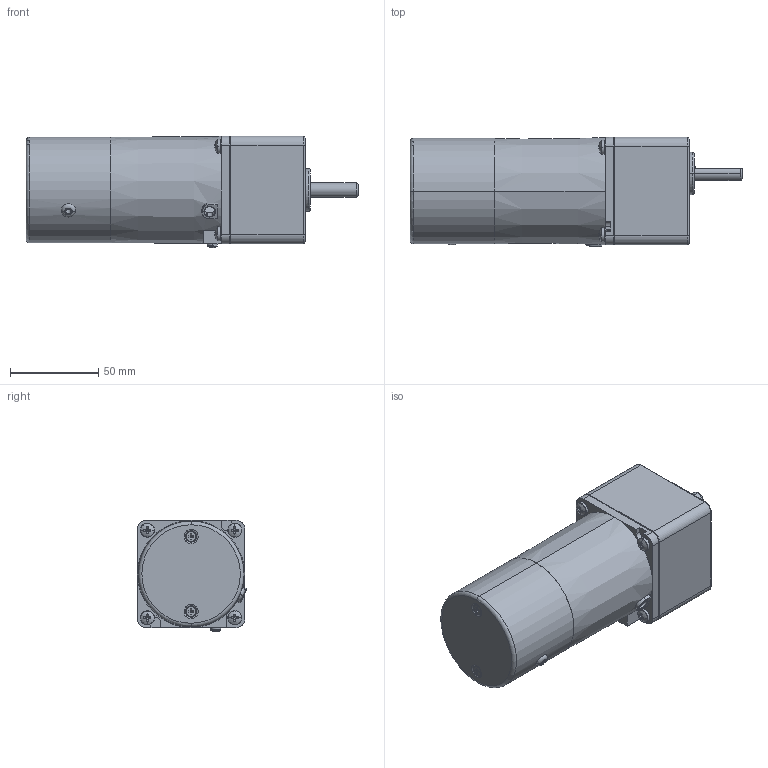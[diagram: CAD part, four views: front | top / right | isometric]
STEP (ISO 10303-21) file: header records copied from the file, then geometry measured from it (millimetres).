
FILE_DESCRIPTION((''),'2;1');
FILE_NAME('2RK6GN-CM-2GN3K-200K_ASM_ASM','2015-08-22T',('Administrator'),(''),'PRO/ENGINEER BY PARAMETRIC TECHNOLOGY CORPORATION, 2007170','PRO/ENGINEER BY PARAMETRIC TECHNOLOGY CORPORATION, 2007170','');
FILE_SCHEMA(('CONFIG_CONTROL_DESIGN'));
Length unit declared in the file: millimetre
Products named in the file (10): 2RK6GN-CM_8_AF1; PRT0195; 2RK6GN-CM-2GN3K-200K_ASM_1_AF1_ASM; M3-2; PRT0196; 60SCHXQ; PRT0197; PRT0198; PRT0199; 2RK6GN-CM-2GN3K-200K_ASM_ASM
Assembly tree (12 placements, depth 3):
  2RK6GN-CM-2GN3K-200K_ASM_ASM
    2RK6GN-CM-2GN3K-200K_ASM_1_AF1_ASM
      2RK6GN-CM_8_AF1
      PRT0195
    M3-2
    PRT0196
    60SCHXQ
    PRT0197
    PRT0198
    PRT0199  x4
Bounding box: 188 x 61.82 x 63.07 mm (x, y, z)
Volume: 259485 mm3; surface area: 79737.5 mm2
Topology: 11 solids, 11 shells, 1300 faces, 3412 edges, 2137 vertices
Faces by surface type: cone 652, cylinder 374, plane 207, torus 55, sphere 12
Entity records: 26002 total; most frequent: DIRECTION 4931, CARTESIAN_POINT 4814, ORIENTED_EDGE 4248, EDGE_CURVE 2124, AXIS2_PLACEMENT_3D 2057, VERTEX_POINT 1342, CIRCLE 1219, EDGE_LOOP 856
